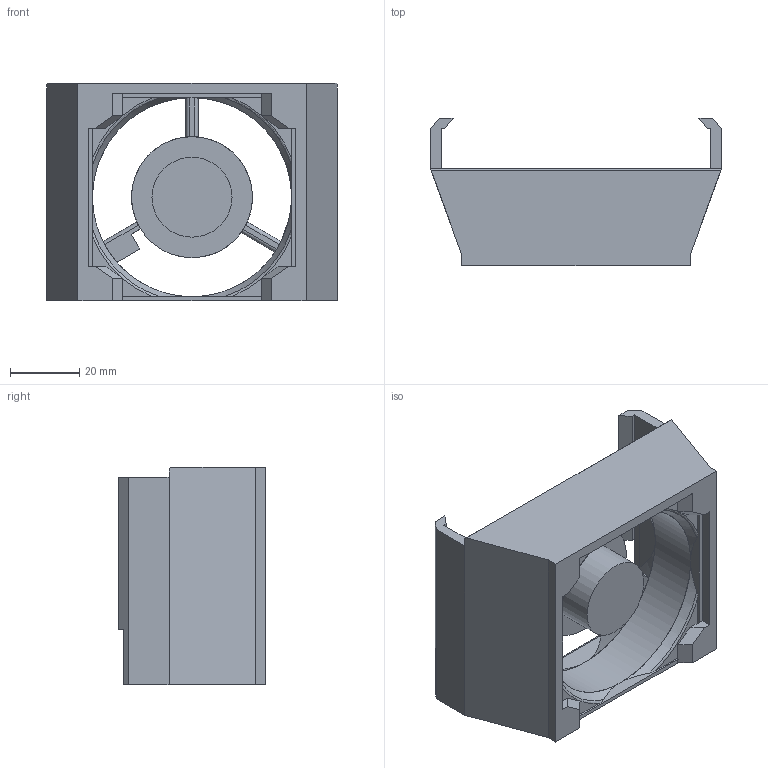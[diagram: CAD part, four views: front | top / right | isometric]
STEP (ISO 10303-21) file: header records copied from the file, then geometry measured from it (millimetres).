
FILE_DESCRIPTION(/* description */ ('STEP AP242','CAx-IF Rec.Pracs.---Representation and Presentation of Product Manufacturing Information (PMI)---4.0---2014-10-13','CAx-IF Rec.Pracs.---3D Tessellated Geometry---0.4---2014-09-14','2;1'),/* implementation_level */ '2;1');
FILE_NAME(/* name */ '66aa76183f817d01df2986a2',/* time_stamp */ '2024-07-31T17:36:25Z',/* author */ (''),/* organization */ (''),/* preprocessor_version */ 'ST-DEVELOPER v20',/* originating_system */ ' ',/* authorisation */ ' ');
FILE_SCHEMA (('AP242_MANAGED_MODEL_BASED_3D_ENGINEERING_MIM_LF { 1 0 10303 442 1 1 4 }'));
Length unit declared in the file: metre
Products named in the file (2): SW3dPS-fan 60x60x25 mm_Carcasa Ventilador 60x60; Part 1
Bounding box: 84.1 x 42.7 x 63 mm (x, y, z)
Volume: 62972.2 mm3; surface area: 37753.6 mm2
Topology: 2 solids, 2 shells, 258 faces, 721 edges, 472 vertices
Faces by surface type: plane 154, cylinder 61, cone 30, torus 13
Full cylindrical faces by diameter (mm): 4.3 x4, 4.5 x4, 23.151 x1, 35 x1, 57.5 x1
Entity records: 8345 total; most frequent: CARTESIAN_POINT 1713, ORIENTED_EDGE 1404, DIRECTION 1323, EDGE_CURVE 702, VERTEX_POINT 468, AXIS2_PLACEMENT_3D 442, LINE 439, VECTOR 439
